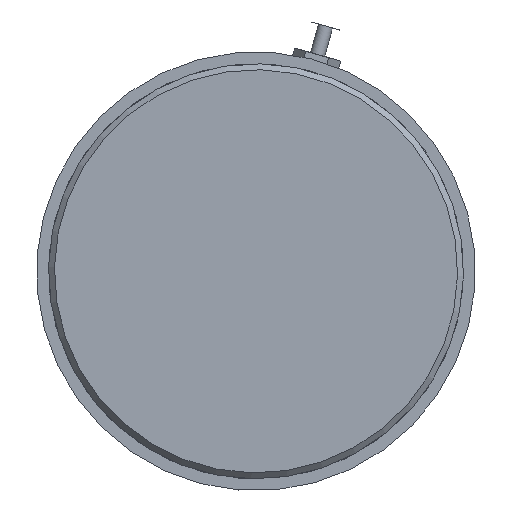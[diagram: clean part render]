
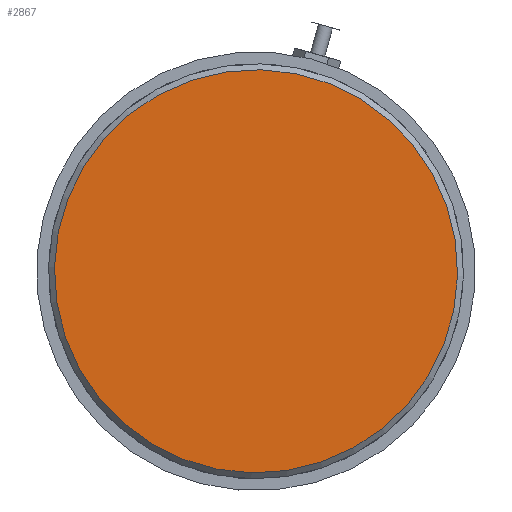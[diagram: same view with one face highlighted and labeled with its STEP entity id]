
A CAD part, front view. The second image highlights one B-rep face of the part: STEP entity #2867.
In plain terms, the highlighted planar face has unit normal (0, -1, 0).
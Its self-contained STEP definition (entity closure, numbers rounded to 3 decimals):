
#187=PLANE('',#3069);
#285=FACE_OUTER_BOUND('',#458,.T.);
#458=EDGE_LOOP('',(#1907));
#975=CIRCLE('',#3065,34.);
#1162=VERTEX_POINT('',#4449);
#1479=EDGE_CURVE('',#1162,#1162,#975,.T.);
#1907=ORIENTED_EDGE('',*,*,#1479,.F.);
#2867=ADVANCED_FACE('',(#285),#187,.T.);
#3065=AXIS2_PLACEMENT_3D('',#4450,#3482,#3483);
#3069=AXIS2_PLACEMENT_3D('',#4458,#3492,#3493);
#3482=DIRECTION('center_axis',(0.,1.,0.));
#3483=DIRECTION('ref_axis',(-0.626,0.,0.78));
#3492=DIRECTION('center_axis',(0.,-1.,0.));
#3493=DIRECTION('ref_axis',(-0.626,0.,0.78));
#4449=CARTESIAN_POINT('',(43.276,-43.115,-26.64));
#4450=CARTESIAN_POINT('Origin',(22.003,-43.115,-0.118));
#4458=CARTESIAN_POINT('Origin',(22.003,-43.115,-0.118));
